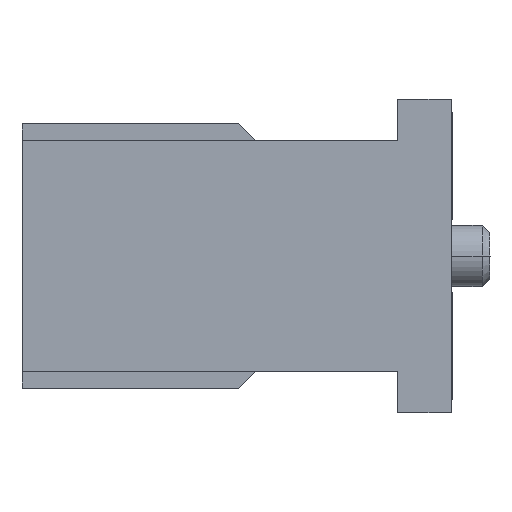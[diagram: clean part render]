
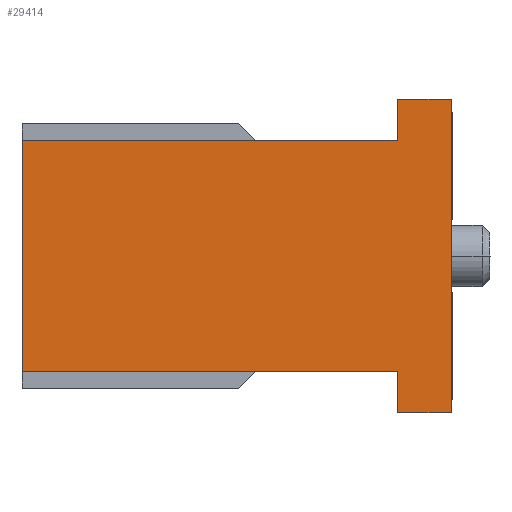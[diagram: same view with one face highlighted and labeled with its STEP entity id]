
A CAD part, left-side view. The second image highlights one B-rep face of the part: STEP entity #29414.
In plain terms, the highlighted planar face has unit normal (-1, 0, 0).
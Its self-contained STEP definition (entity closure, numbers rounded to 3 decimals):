
#179=PLANE('',#50761);
#1445=FACE_OUTER_BOUND('',#2849,.T.);
#2849=EDGE_LOOP('',(#22421,#22422,#22423,#22424,#22425,#22426,#22427,#22428));
#5741=VERTEX_POINT('',#68767);
#5742=VERTEX_POINT('',#68768);
#5743=VERTEX_POINT('',#68770);
#5744=VERTEX_POINT('',#68772);
#5745=VERTEX_POINT('',#68774);
#5746=VERTEX_POINT('',#68776);
#5747=VERTEX_POINT('',#68778);
#5748=VERTEX_POINT('',#68780);
#14081=EDGE_CURVE('',#5741,#5742,#35329,.T.);
#14082=EDGE_CURVE('',#5742,#5743,#35330,.T.);
#14083=EDGE_CURVE('',#5743,#5744,#35331,.T.);
#14084=EDGE_CURVE('',#5744,#5745,#35332,.T.);
#14085=EDGE_CURVE('',#5745,#5746,#35333,.T.);
#14086=EDGE_CURVE('',#5746,#5747,#35334,.T.);
#14087=EDGE_CURVE('',#5747,#5748,#35335,.T.);
#14088=EDGE_CURVE('',#5748,#5741,#35336,.T.);
#22421=ORIENTED_EDGE('',*,*,#14081,.T.);
#22422=ORIENTED_EDGE('',*,*,#14082,.T.);
#22423=ORIENTED_EDGE('',*,*,#14083,.T.);
#22424=ORIENTED_EDGE('',*,*,#14084,.T.);
#22425=ORIENTED_EDGE('',*,*,#14085,.T.);
#22426=ORIENTED_EDGE('',*,*,#14086,.T.);
#22427=ORIENTED_EDGE('',*,*,#14087,.T.);
#22428=ORIENTED_EDGE('',*,*,#14088,.T.);
#29414=ADVANCED_FACE('',(#1445),#179,.T.);
#35329=LINE('',#68769,#43323);
#35330=LINE('',#68771,#43324);
#35331=LINE('',#68773,#43325);
#35332=LINE('',#68775,#43326);
#35333=LINE('',#68777,#43327);
#35334=LINE('',#68779,#43328);
#35335=LINE('',#68781,#43329);
#35336=LINE('',#68782,#43330);
#43323=VECTOR('',#54805,1.05);
#43324=VECTOR('',#54806,0.8);
#43325=VECTOR('',#54807,7.3);
#43326=VECTOR('',#54808,4.5);
#43327=VECTOR('',#54809,7.3);
#43328=VECTOR('',#54810,0.8);
#43329=VECTOR('',#54811,1.05);
#43330=VECTOR('',#54812,6.1);
#50761=AXIS2_PLACEMENT_3D('',#68766,#54803,#54804);
#54803=DIRECTION('center_axis',(-1.,0.,0.));
#54804=DIRECTION('ref_axis',(0.,0.,1.));
#54805=DIRECTION('',(0.,1.,0.));
#54806=DIRECTION('',(0.,0.,-1.));
#54807=DIRECTION('',(0.,1.,0.));
#54808=DIRECTION('',(0.,0.,-1.));
#54809=DIRECTION('',(0.,-1.,0.));
#54810=DIRECTION('',(0.,0.,-1.));
#54811=DIRECTION('',(0.,-1.,0.));
#54812=DIRECTION('',(0.,0.,1.));
#68766=CARTESIAN_POINT('Origin',(-17.95,0.,0.));
#68767=CARTESIAN_POINT('',(-17.95,0.,3.05));
#68768=CARTESIAN_POINT('',(-17.95,1.05,3.05));
#68769=CARTESIAN_POINT('',(-17.95,0.,3.05));
#68770=CARTESIAN_POINT('',(-17.95,1.05,2.25));
#68771=CARTESIAN_POINT('',(-17.95,1.05,3.05));
#68772=CARTESIAN_POINT('',(-17.95,8.35,2.25));
#68773=CARTESIAN_POINT('',(-17.95,1.05,2.25));
#68774=CARTESIAN_POINT('',(-17.95,8.35,-2.25));
#68775=CARTESIAN_POINT('',(-17.95,8.35,2.25));
#68776=CARTESIAN_POINT('',(-17.95,1.05,-2.25));
#68777=CARTESIAN_POINT('',(-17.95,8.35,-2.25));
#68778=CARTESIAN_POINT('',(-17.95,1.05,-3.05));
#68779=CARTESIAN_POINT('',(-17.95,1.05,-2.25));
#68780=CARTESIAN_POINT('',(-17.95,0.,-3.05));
#68781=CARTESIAN_POINT('',(-17.95,1.05,-3.05));
#68782=CARTESIAN_POINT('',(-17.95,0.,-3.05));
